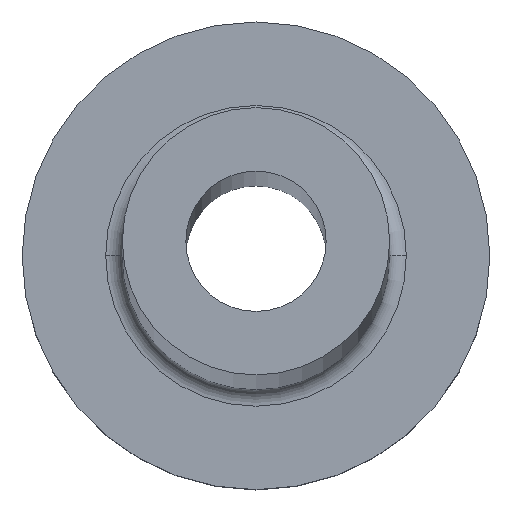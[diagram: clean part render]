
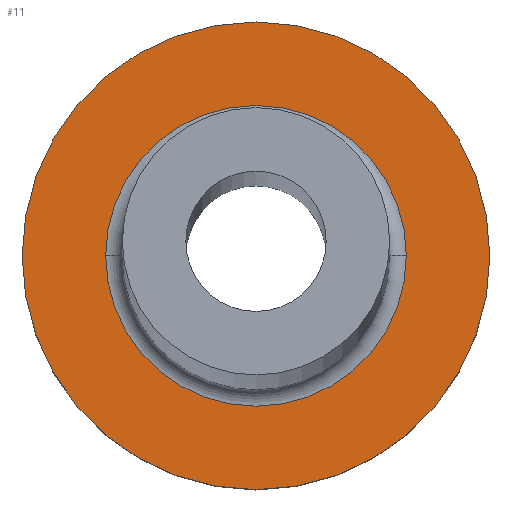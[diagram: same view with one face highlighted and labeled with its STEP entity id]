
A CAD part, top view. The second image highlights one B-rep face of the part: STEP entity #11.
In plain terms, the highlighted planar face has unit normal (0, 0, 1).
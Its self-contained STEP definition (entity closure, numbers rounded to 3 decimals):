
#9 = VERTEX_POINT ( 'NONE', #207 ) ;
#10 = DIRECTION ( 'NONE',  ( 1., 0., 0. ) ) ;
#11 = ADVANCED_FACE ( 'NONE', ( #287, #320 ), #350, .T. ) ;
#12 = ORIENTED_EDGE ( 'NONE', *, *, #153, .T. ) ;
#16 = ORIENTED_EDGE ( 'NONE', *, *, #188, .T. ) ;
#26 = EDGE_CURVE ( 'NONE', #227, #196, #175, .T. ) ;
#29 = CIRCLE ( 'NONE', #318, 4.5 ) ;
#39 = EDGE_LOOP ( 'NONE', ( #248, #185 ) ) ;
#42 = AXIS2_PLACEMENT_3D ( 'NONE', #236, #372, #286 ) ;
#44 = CARTESIAN_POINT ( 'NONE',  ( -7., 0., 5. ) ) ;
#59 = DIRECTION ( 'NONE',  ( 1., 0., 0. ) ) ;
#63 = DIRECTION ( 'NONE',  ( 1., 0., 0. ) ) ;
#73 = DIRECTION ( 'NONE',  ( 0., 0., -1. ) ) ;
#82 = CIRCLE ( 'NONE', #343, 4.5 ) ;
#122 = CARTESIAN_POINT ( 'NONE',  ( 0., 0., 5. ) ) ;
#128 = EDGE_CURVE ( 'NONE', #196, #227, #156, .T. ) ;
#150 = VERTEX_POINT ( 'NONE', #251 ) ;
#153 = EDGE_CURVE ( 'NONE', #150, #9, #82, .T. ) ;
#156 = CIRCLE ( 'NONE', #222, 7. ) ;
#162 = AXIS2_PLACEMENT_3D ( 'NONE', #235, #205, #59 ) ;
#175 = CIRCLE ( 'NONE', #162, 7. ) ;
#177 = CARTESIAN_POINT ( 'NONE',  ( 0., 0., 5. ) ) ;
#185 = ORIENTED_EDGE ( 'NONE', *, *, #128, .T. ) ;
#188 = EDGE_CURVE ( 'NONE', #9, #150, #29, .T. ) ;
#196 = VERTEX_POINT ( 'NONE', #247 ) ;
#205 = DIRECTION ( 'NONE',  ( 0., 0., 1. ) ) ;
#207 = CARTESIAN_POINT ( 'NONE',  ( 4.5, 0., 5. ) ) ;
#218 = DIRECTION ( 'NONE',  ( 0., 0., -1. ) ) ;
#219 = EDGE_LOOP ( 'NONE', ( #16, #12 ) ) ;
#222 = AXIS2_PLACEMENT_3D ( 'NONE', #272, #361, #63 ) ;
#227 = VERTEX_POINT ( 'NONE', #44 ) ;
#235 = CARTESIAN_POINT ( 'NONE',  ( 0., 0., 5. ) ) ;
#236 = CARTESIAN_POINT ( 'NONE',  ( 0., 0., 5. ) ) ;
#247 = CARTESIAN_POINT ( 'NONE',  ( 7., 0., 5. ) ) ;
#248 = ORIENTED_EDGE ( 'NONE', *, *, #26, .T. ) ;
#251 = CARTESIAN_POINT ( 'NONE',  ( -4.5, 0., 5. ) ) ;
#272 = CARTESIAN_POINT ( 'NONE',  ( 0., 0., 5. ) ) ;
#286 = DIRECTION ( 'NONE',  ( 1., 0., 0. ) ) ;
#287 = FACE_BOUND ( 'NONE', #219, .T. ) ;
#318 = AXIS2_PLACEMENT_3D ( 'NONE', #177, #218, #359 ) ;
#320 = FACE_OUTER_BOUND ( 'NONE', #39, .T. ) ;
#343 = AXIS2_PLACEMENT_3D ( 'NONE', #122, #73, #10 ) ;
#350 = PLANE ( 'NONE',  #42 ) ;
#359 = DIRECTION ( 'NONE',  ( 1., 0., 0. ) ) ;
#361 = DIRECTION ( 'NONE',  ( 0., 0., 1. ) ) ;
#372 = DIRECTION ( 'NONE',  ( 0., 0., 1. ) ) ;
